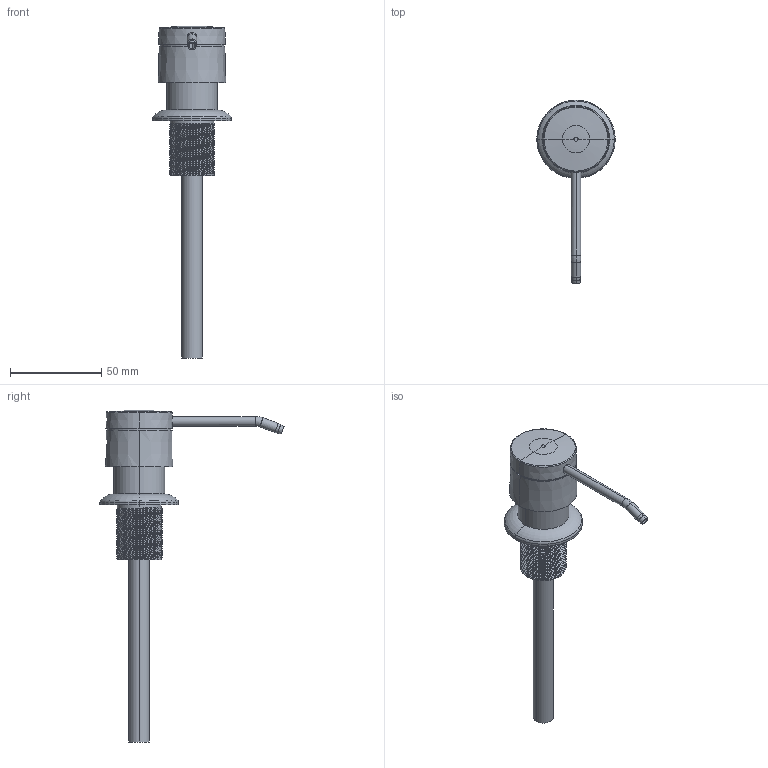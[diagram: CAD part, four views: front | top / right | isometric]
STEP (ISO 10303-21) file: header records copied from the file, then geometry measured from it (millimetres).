
FILE_DESCRIPTION (( 'STEP AP214' ), '1' );
FILE_NAME ('dozownik.STEP', '2019-05-02T06:45:34', ( '' ), ( '' ), 'SwSTEP 2.0', 'SolidWorks 2018', '' );
FILE_SCHEMA (( 'AUTOMOTIVE_DESIGN' ));
Length unit declared in the file: millimetre
Products named in the file (1): dozownik
Bounding box: 43 x 100.9 x 182 mm (x, y, z)
Volume: 71602.7 mm3; surface area: 18718.3 mm2
Topology: 1 solids, 2 shells, 111 faces, 274 edges, 175 vertices
Faces by surface type: cylinder 74, plane 14, torus 12, cone 8, bspline 3
Entity records: 7471 total; most frequent: CARTESIAN_POINT 5106, ORIENTED_EDGE 548, DIRECTION 444, EDGE_CURVE 274, AXIS2_PLACEMENT_3D 177, VERTEX_POINT 175, EDGE_LOOP 119, FACE_OUTER_BOUND 111
